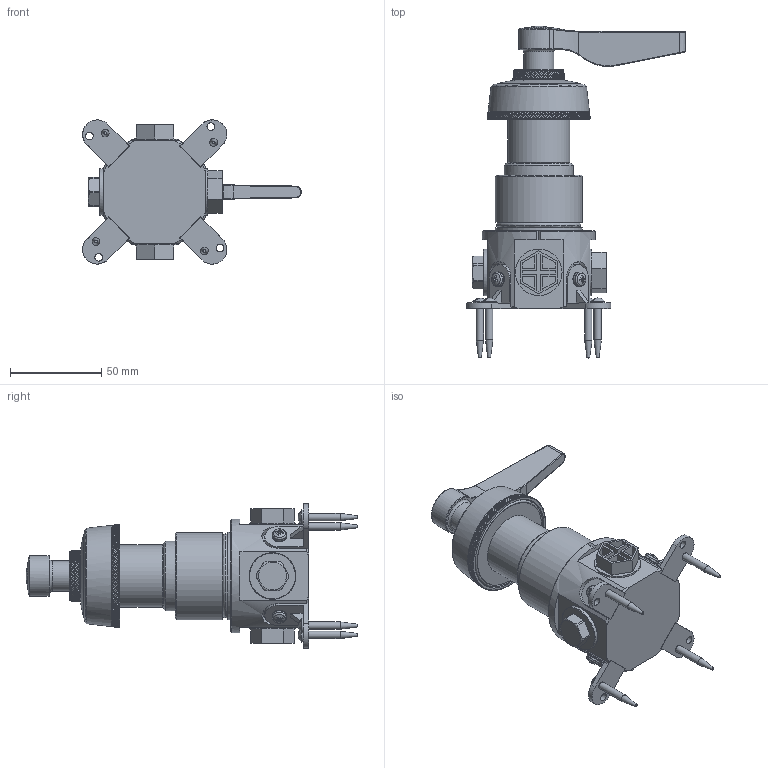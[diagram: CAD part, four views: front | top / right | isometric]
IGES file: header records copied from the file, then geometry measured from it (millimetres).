
Global section: file name: T1068-LA; native system: Autodesk Inventor 2020; preprocessor: unknown; author: adaniels; date: 20200520.113302; units: millimetre
Bounding box: 119.71 x 181.74 x 78.93 mm (x, y, z)
Volume: 250172.7 mm3; surface area: 119903.4 mm2
Topology: 37 solids, 37 shells, 7802 faces, 17765 edges, 10153 vertices
Faces by surface type: bspline 7802
